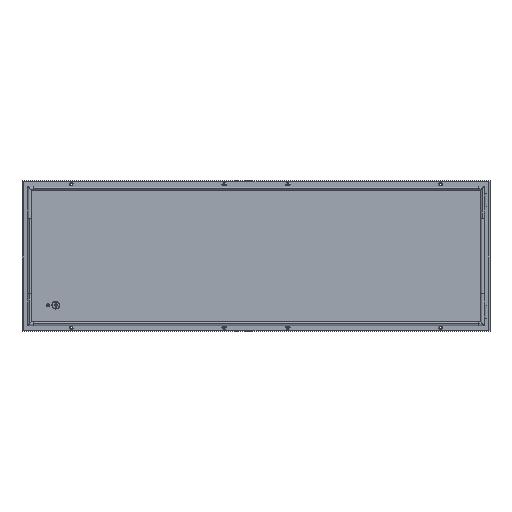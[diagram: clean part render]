
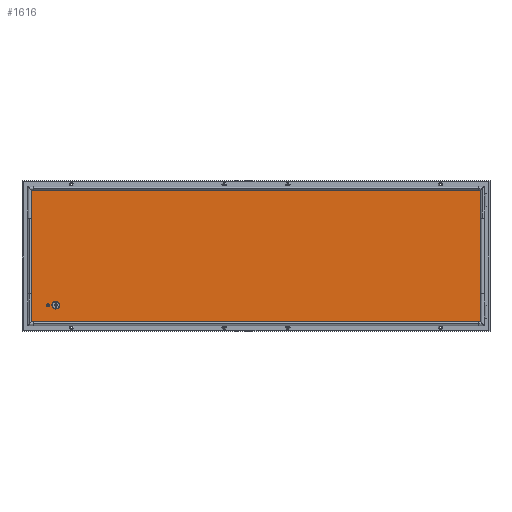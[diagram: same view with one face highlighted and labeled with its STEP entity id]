
A CAD part, top view. The second image highlights one B-rep face of the part: STEP entity #1616.
In plain terms, the highlighted planar face has unit normal (0, 0, 1).
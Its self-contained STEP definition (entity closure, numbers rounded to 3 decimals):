
#63 = VERTEX_POINT ( 'NONE', #4029 ) ;
#88 = EDGE_CURVE ( 'NONE', #2814, #126, #906, .T. ) ;
#91 = DIRECTION ( 'NONE',  ( 0., 1., 0. ) ) ;
#126 = VERTEX_POINT ( 'NONE', #4688 ) ;
#172 = FACE_BOUND ( 'NONE', #5602, .T. ) ;
#181 = LINE ( 'NONE', #4645, #2905 ) ;
#185 = VECTOR ( 'NONE', #91, 1000. ) ;
#212 = VECTOR ( 'NONE', #4085, 1000. ) ;
#222 = CARTESIAN_POINT ( 'NONE',  ( 864., 253.5, 0. ) ) ;
#247 = VECTOR ( 'NONE', #369, 1000. ) ;
#258 = VECTOR ( 'NONE', #3803, 1000. ) ;
#365 = DIRECTION ( 'NONE',  ( 0., -1., 0. ) ) ;
#369 = DIRECTION ( 'NONE',  ( 0., 1., 0. ) ) ;
#435 = LINE ( 'NONE', #3011, #2069 ) ;
#517 = EDGE_CURVE ( 'NONE', #3147, #1965, #6379, .T. ) ;
#592 = VERTEX_POINT ( 'NONE', #792 ) ;
#640 = AXIS2_PLACEMENT_3D ( 'NONE', #4386, #4851, #365 ) ;
#683 = ORIENTED_EDGE ( 'NONE', *, *, #517, .F. ) ;
#734 = VERTEX_POINT ( 'NONE', #2088 ) ;
#743 = ORIENTED_EDGE ( 'NONE', *, *, #6172, .T. ) ;
#792 = CARTESIAN_POINT ( 'NONE',  ( -770., -204., 0. ) ) ;
#861 = ORIENTED_EDGE ( 'NONE', *, *, #4584, .T. ) ;
#906 = LINE ( 'NONE', #2944, #247 ) ;
#1051 = VECTOR ( 'NONE', #1907, 1000. ) ;
#1058 = EDGE_LOOP ( 'NONE', ( #683, #4814, #3648, #4793, #5751, #3227, #743, #4543, #3974, #2590, #1677, #6332 ) ) ;
#1098 = CARTESIAN_POINT ( 'NONE',  ( -864., -145.5, 0. ) ) ;
#1128 = DIRECTION ( 'NONE',  ( 0., -1., 0. ) ) ;
#1134 = CARTESIAN_POINT ( 'NONE',  ( -864., -253.5, 0. ) ) ;
#1216 = VERTEX_POINT ( 'NONE', #4821 ) ;
#1322 = DIRECTION ( 'NONE',  ( 0., -1., 0. ) ) ;
#1355 = DIRECTION ( 'NONE',  ( 1., 0., 0. ) ) ;
#1470 = CARTESIAN_POINT ( 'NONE',  ( -800., -189., 0. ) ) ;
#1477 = DIRECTION ( 'NONE',  ( 1., 0., 0. ) ) ;
#1585 = CARTESIAN_POINT ( 'NONE',  ( 864., 268.3, 0. ) ) ;
#1597 = AXIS2_PLACEMENT_3D ( 'NONE', #6062, #3108, #5083 ) ;
#1614 = VECTOR ( 'NONE', #3811, 1000. ) ;
#1616 = ADVANCED_FACE ( 'NONE', ( #172, #1869, #5948 ), #4867, .T. ) ;
#1644 = LINE ( 'NONE', #1585, #4045 ) ;
#1673 = DIRECTION ( 'NONE',  ( 1., 0., 0. ) ) ;
#1677 = ORIENTED_EDGE ( 'NONE', *, *, #88, .T. ) ;
#1720 = CARTESIAN_POINT ( 'NONE',  ( 864., -253.5, 0. ) ) ;
#1775 = CARTESIAN_POINT ( 'NONE',  ( 856., 253.5, 0. ) ) ;
#1845 = ORIENTED_EDGE ( 'NONE', *, *, #1966, .F. ) ;
#1869 = FACE_BOUND ( 'NONE', #5656, .T. ) ;
#1878 = EDGE_CURVE ( 'NONE', #5899, #5114, #2284, .T. ) ;
#1907 = DIRECTION ( 'NONE',  ( 1., 0., 0. ) ) ;
#1965 = VERTEX_POINT ( 'NONE', #222 ) ;
#1966 = EDGE_CURVE ( 'NONE', #6190, #592, #4685, .T. ) ;
#1987 = CARTESIAN_POINT ( 'NONE',  ( 856., -253.5, 0. ) ) ;
#2069 = VECTOR ( 'NONE', #5599, 1000. ) ;
#2088 = CARTESIAN_POINT ( 'NONE',  ( -800.685, -191.56, 0. ) ) ;
#2157 = VERTEX_POINT ( 'NONE', #1134 ) ;
#2161 = LINE ( 'NONE', #3874, #1051 ) ;
#2284 = LINE ( 'NONE', #6412, #5542 ) ;
#2440 = EDGE_CURVE ( 'NONE', #1965, #126, #1644, .T. ) ;
#2466 = EDGE_CURVE ( 'NONE', #4895, #4853, #2695, .T. ) ;
#2499 = AXIS2_PLACEMENT_3D ( 'NONE', #5736, #3746, #2703 ) ;
#2502 = CARTESIAN_POINT ( 'NONE',  ( -856., 253.5, 0. ) ) ;
#2559 = VECTOR ( 'NONE', #1355, 1000. ) ;
#2590 = ORIENTED_EDGE ( 'NONE', *, *, #4196, .T. ) ;
#2688 = EDGE_CURVE ( 'NONE', #5899, #4895, #6254, .T. ) ;
#2695 = LINE ( 'NONE', #4209, #5009 ) ;
#2703 = DIRECTION ( 'NONE',  ( 0., -1., 0. ) ) ;
#2738 = EDGE_CURVE ( 'NONE', #5349, #4267, #2161, .T. ) ;
#2814 = VERTEX_POINT ( 'NONE', #6403 ) ;
#2905 = VECTOR ( 'NONE', #1477, 1000. ) ;
#2944 = CARTESIAN_POINT ( 'NONE',  ( 864., -145.5, 0. ) ) ;
#3011 = CARTESIAN_POINT ( 'NONE',  ( 864., -268.3, 0. ) ) ;
#3108 = DIRECTION ( 'NONE',  ( 0., 0., -1. ) ) ;
#3147 = VERTEX_POINT ( 'NONE', #3408 ) ;
#3227 = ORIENTED_EDGE ( 'NONE', *, *, #3500, .T. ) ;
#3242 = CARTESIAN_POINT ( 'NONE',  ( -864., -145.5, 0. ) ) ;
#3301 = EDGE_CURVE ( 'NONE', #63, #5349, #181, .T. ) ;
#3408 = CARTESIAN_POINT ( 'NONE',  ( 856., 253.5, 0. ) ) ;
#3500 = EDGE_CURVE ( 'NONE', #5114, #2157, #4276, .T. ) ;
#3558 = DIRECTION ( 'NONE',  ( 0., 0., -1. ) ) ;
#3648 = ORIENTED_EDGE ( 'NONE', *, *, #2466, .F. ) ;
#3746 = DIRECTION ( 'NONE',  ( 0., 0., 1. ) ) ;
#3803 = DIRECTION ( 'NONE',  ( 1., 0., 0. ) ) ;
#3811 = DIRECTION ( 'NONE',  ( 0., -1., 0. ) ) ;
#3840 = ORIENTED_EDGE ( 'NONE', *, *, #6328, .T. ) ;
#3874 = CARTESIAN_POINT ( 'NONE',  ( 856., -253.5, 0. ) ) ;
#3974 = ORIENTED_EDGE ( 'NONE', *, *, #2738, .T. ) ;
#4029 = CARTESIAN_POINT ( 'NONE',  ( -856., -253.5, 0. ) ) ;
#4045 = VECTOR ( 'NONE', #1128, 1000. ) ;
#4085 = DIRECTION ( 'NONE',  ( 1., 0., 0. ) ) ;
#4160 = EDGE_CURVE ( 'NONE', #4853, #3147, #6141, .T. ) ;
#4196 = EDGE_CURVE ( 'NONE', #4267, #2814, #435, .T. ) ;
#4209 = CARTESIAN_POINT ( 'NONE',  ( -878.8, 253.5, 0. ) ) ;
#4267 = VERTEX_POINT ( 'NONE', #1720 ) ;
#4275 = EDGE_CURVE ( 'NONE', #592, #6190, #5370, .T. ) ;
#4276 = LINE ( 'NONE', #3242, #1614 ) ;
#4327 = CARTESIAN_POINT ( 'NONE',  ( 0., 0., 0. ) ) ;
#4369 = DIRECTION ( 'NONE',  ( 1., 0., 0. ) ) ;
#4386 = CARTESIAN_POINT ( 'NONE',  ( -770., -189., 0. ) ) ;
#4405 = CARTESIAN_POINT ( 'NONE',  ( -878.8, -253.5, 0. ) ) ;
#4460 = CIRCLE ( 'NONE', #1597, 2.65 ) ;
#4482 = CARTESIAN_POINT ( 'NONE',  ( -856., 253.5, 0. ) ) ;
#4543 = ORIENTED_EDGE ( 'NONE', *, *, #3301, .T. ) ;
#4584 = EDGE_CURVE ( 'NONE', #734, #1216, #5377, .T. ) ;
#4645 = CARTESIAN_POINT ( 'NONE',  ( -856., -253.5, 0. ) ) ;
#4685 = CIRCLE ( 'NONE', #640, 15. ) ;
#4688 = CARTESIAN_POINT ( 'NONE',  ( 864., 145.5, 0. ) ) ;
#4793 = ORIENTED_EDGE ( 'NONE', *, *, #2688, .F. ) ;
#4814 = ORIENTED_EDGE ( 'NONE', *, *, #4160, .F. ) ;
#4821 = CARTESIAN_POINT ( 'NONE',  ( -799.315, -186.44, 0. ) ) ;
#4827 = DIRECTION ( 'NONE',  ( 0., 0., 1. ) ) ;
#4851 = DIRECTION ( 'NONE',  ( 0., 0., 1. ) ) ;
#4853 = VERTEX_POINT ( 'NONE', #2502 ) ;
#4867 = PLANE ( 'NONE',  #6655 ) ;
#4895 = VERTEX_POINT ( 'NONE', #6151 ) ;
#4962 = CARTESIAN_POINT ( 'NONE',  ( -864., 145.5, 0. ) ) ;
#5009 = VECTOR ( 'NONE', #1673, 1000. ) ;
#5028 = ORIENTED_EDGE ( 'NONE', *, *, #4275, .F. ) ;
#5054 = DIRECTION ( 'NONE',  ( -0.258, -0.966, 0. ) ) ;
#5083 = DIRECTION ( 'NONE',  ( -0.258, -0.966, 0. ) ) ;
#5114 = VERTEX_POINT ( 'NONE', #1098 ) ;
#5349 = VERTEX_POINT ( 'NONE', #1987 ) ;
#5370 = CIRCLE ( 'NONE', #2499, 15. ) ;
#5377 = CIRCLE ( 'NONE', #5907, 2.65 ) ;
#5510 = CARTESIAN_POINT ( 'NONE',  ( -770., -174., 0. ) ) ;
#5542 = VECTOR ( 'NONE', #1322, 1000. ) ;
#5599 = DIRECTION ( 'NONE',  ( 0., 1., 0. ) ) ;
#5602 = EDGE_LOOP ( 'NONE', ( #861, #3840 ) ) ;
#5656 = EDGE_LOOP ( 'NONE', ( #1845, #5028 ) ) ;
#5736 = CARTESIAN_POINT ( 'NONE',  ( -770., -189., 0. ) ) ;
#5751 = ORIENTED_EDGE ( 'NONE', *, *, #1878, .T. ) ;
#5899 = VERTEX_POINT ( 'NONE', #4962 ) ;
#5907 = AXIS2_PLACEMENT_3D ( 'NONE', #1470, #3558, #5054 ) ;
#5948 = FACE_OUTER_BOUND ( 'NONE', #1058, .T. ) ;
#5956 = LINE ( 'NONE', #4405, #2559 ) ;
#6062 = CARTESIAN_POINT ( 'NONE',  ( -800., -189., 0. ) ) ;
#6141 = LINE ( 'NONE', #4482, #212 ) ;
#6151 = CARTESIAN_POINT ( 'NONE',  ( -864., 253.5, 0. ) ) ;
#6172 = EDGE_CURVE ( 'NONE', #2157, #63, #5956, .T. ) ;
#6190 = VERTEX_POINT ( 'NONE', #5510 ) ;
#6254 = LINE ( 'NONE', #6282, #185 ) ;
#6282 = CARTESIAN_POINT ( 'NONE',  ( -864., 145.5, 0. ) ) ;
#6328 = EDGE_CURVE ( 'NONE', #1216, #734, #4460, .T. ) ;
#6332 = ORIENTED_EDGE ( 'NONE', *, *, #2440, .F. ) ;
#6379 = LINE ( 'NONE', #1775, #258 ) ;
#6403 = CARTESIAN_POINT ( 'NONE',  ( 864., -145.5, 0. ) ) ;
#6412 = CARTESIAN_POINT ( 'NONE',  ( -864., 0., 0. ) ) ;
#6655 = AXIS2_PLACEMENT_3D ( 'NONE', #4327, #4827, #4369 ) ;
